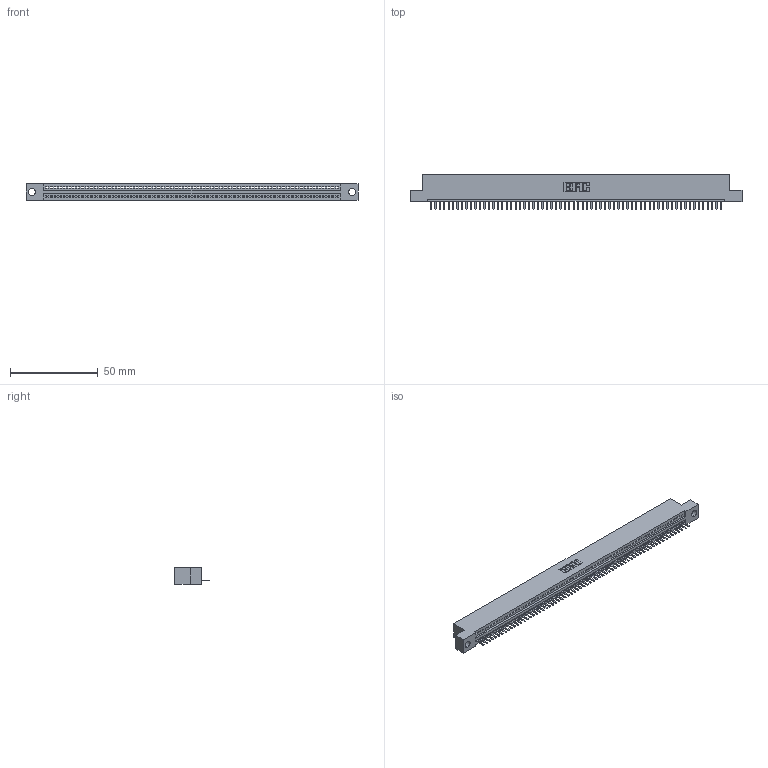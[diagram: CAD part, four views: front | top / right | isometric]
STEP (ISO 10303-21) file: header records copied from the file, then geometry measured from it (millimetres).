
FILE_DESCRIPTION (( 'STEP AP203' ), '1' );
FILE_NAME ('395-066-520-104.STEP', '2019-10-25T06:54:25', ( '' ), ( '' ), 'SwSTEP 2.0', 'SolidWorks 2016', '' );
FILE_SCHEMA (( 'CONFIG_CONTROL_DESIGN' ));
Length unit declared in the file: inch
Products named in the file (3): 345-292-001_345-293-120; 395-066-520-104; 345 Part_Flush Mounting Lugs - 0.156 Dia-TH
Assembly tree (67 placements, depth 2):
  395-066-520-104
    345 Part_Flush Mounting Lugs - 0.156 Dia-TH
    345-292-001_345-293-120  x66
Bounding box: 188.85 x 19.68 x 9.4 mm (x, y, z)
Volume: 17856 mm3; surface area: 23242.8 mm2
Topology: 67 solids, 67 shells, 4218 faces, 12485 edges, 8146 vertices
Faces by surface type: plane 2852, cylinder 1366
Entity records: 46559 total; most frequent: CARTESIAN_POINT 8082, ORIENTED_EDGE 8070, DIRECTION 7011, EDGE_CURVE 4035, LINE 3635, VECTOR 3635, VERTEX_POINT 2686, AXIS2_PLACEMENT_3D 1688
